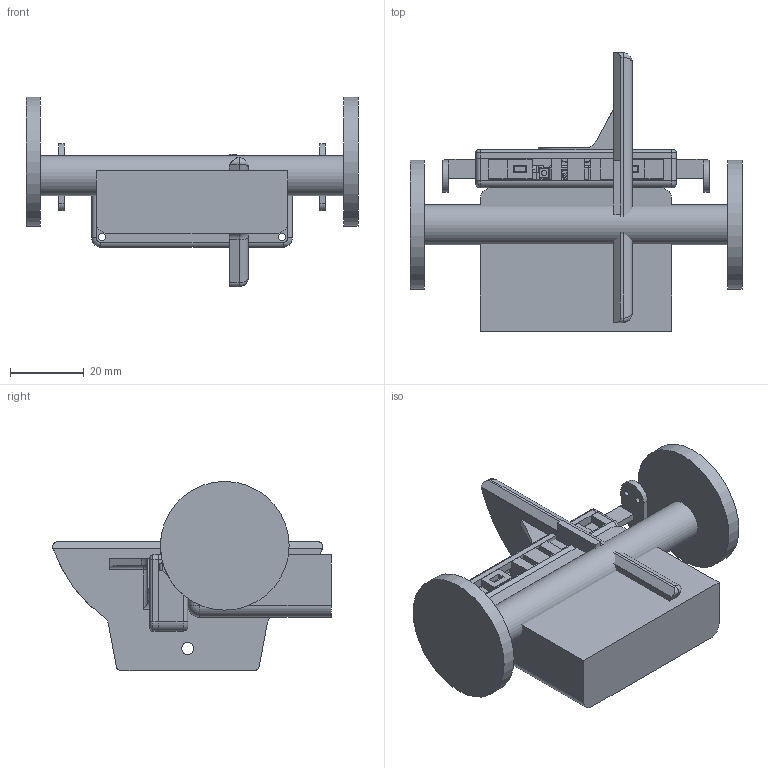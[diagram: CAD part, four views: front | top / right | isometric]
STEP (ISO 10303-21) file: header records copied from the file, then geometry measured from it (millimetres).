
FILE_DESCRIPTION(/* description */ ('','CAx-IF Rec.Pracs.---Representation and Presentation of Product Manufacturing Information (PMI)---4.0---2014-10-13'),/* implementation_level */ '2;1');
FILE_NAME(/* name */ 'Otamatone_MIDI v8.step',/* time_stamp */ '2024-12-02T12:56:19-08:00',/* author */ (''),/* organization */ (''),/* preprocessor_version */ 'ST-DEVELOPER v20',/* originating_system */ 'Autodesk Translation Framework v13.20.0.188',/* authorisation */ '');
FILE_SCHEMA (('AP242_MANAGED_MODEL_BASED_3D_ENGINEERING_MIM_LF { 1 0 10303 442 1 1 4 }'));
Length unit declared in the file: inch
Products named in the file (16): Otamatone_MIDI; Seeed Studio XIAO RP2040 v26; main; type-c v2; smd_button v3; SK6805-2.4x2.7 v1; Shell; DOUT; DIN; VSS; VDD; smd_button v3(Mirror); MouthPotAssy; linearPot; Cover; Otamatone
Assembly tree (16 placements, depth 5):
  Otamatone_MIDI
    Seeed Studio XIAO RP2040 v26
      main
        type-c v2
        smd_button v3
        SK6805-2.4x2.7 v1
          Shell
          DOUT
          DIN
          VSS
          VDD
        smd_button v3(Mirror)
    MouthPotAssy
      linearPot  x2
    Cover
    Otamatone
Bounding box: 90.04 x 75.54 x 51.32 mm (x, y, z)
Volume: 68966.4 mm3; surface area: 32682 mm2
Topology: 94 solids, 94 shells, 1669 faces, 4262 edges, 2776 vertices
Faces by surface type: plane 1122, cylinder 299, bspline 205, torus 23, sphere 14, cone 6
Full cylindrical faces by diameter (mm): 0.4 x1, 0.5 x2, 0.8 x14, 1.5 x2, 1.524 x6, 1.956 x1, 1.981 x2, 2 x1, 2.261 x3, 2.286 x3, 3.251 x1, 6.807 x1, 10.922 x1, 34.925 x2
Entity records: 50199 total; most frequent: CARTESIAN_POINT 11530, ORIENTED_EDGE 8260, DIRECTION 7239, EDGE_CURVE 4130, LINE 3089, VECTOR 3089, VERTEX_POINT 2696, AXIS2_PLACEMENT_3D 2075
